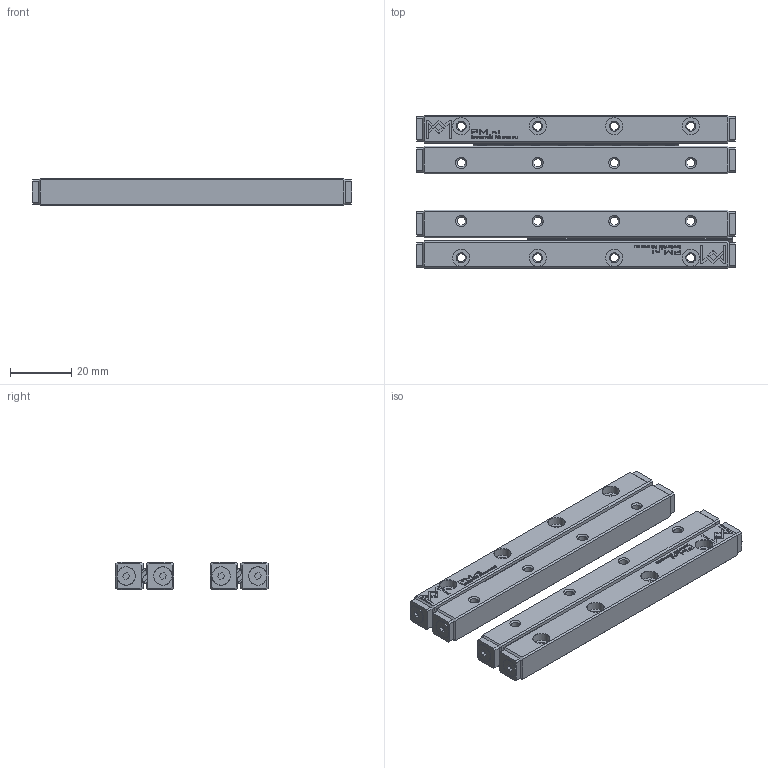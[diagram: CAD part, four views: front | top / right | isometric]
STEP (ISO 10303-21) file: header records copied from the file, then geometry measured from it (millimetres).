
FILE_DESCRIPTION(/* description */ (''),/* implementation_level */ '2;1');
FILE_NAME(/* name */ 'Set RNG-4100x15KRE_stp_stp.stp',/* time_stamp */ '2025-06-03T11:29:33+02:00',/* author */ (''),/* organization */ (''),/* preprocessor_version */ 'ST-DEVELOPER v16.7',/* originating_system */ 'SIEMENS PLM Software NX 12.0',/* authorisation */ '');
FILE_SCHEMA (('AUTOMOTIVE_DESIGN { 1 0 10303 214 3 1 1 1 }'));
Products named in the file (1): Set RNG-4100x15KRE_stp_stp
Bounding box: 104.4 x 50 x 9 mm (x, y, z)
Volume: 30465.9 mm3; surface area: 25600.3 mm2
Topology: 54 solids, 54 shells, 2806 faces, 7512 edges, 4934 vertices
Faces by surface type: plane 1420, cylinder 630, bspline 360, torus 240, cone 156
Full cylindrical faces by diameter (mm): 0.5 x128, 2 x32, 2.26 x8, 2.65 x16, 3 x8, 3.2 x8, 3.5 x8, 4 x30, 5.5 x16, 6 x8
Entity records: 96454 total; most frequent: CARTESIAN_POINT 21104, ORIENTED_EDGE 13888, DIRECTION 12926, EDGE_CURVE 6944, VERTEX_POINT 4792, AXIS2_PLACEMENT_3D 4383, LINE 4160, VECTOR 4160
